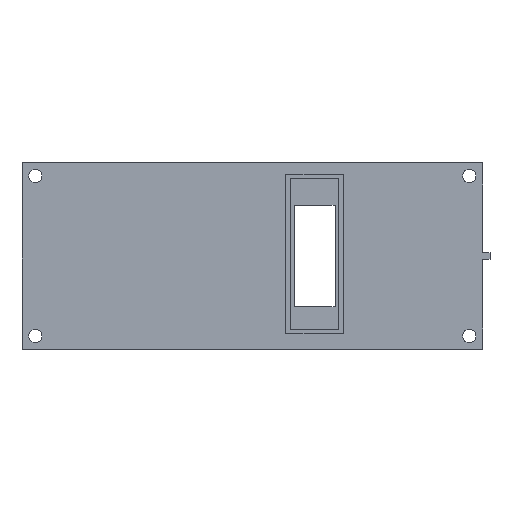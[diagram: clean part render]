
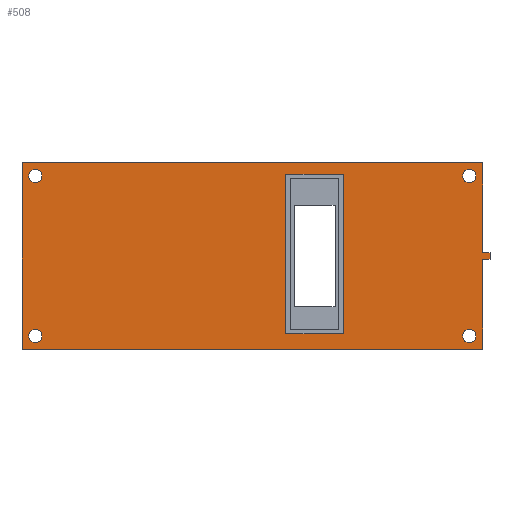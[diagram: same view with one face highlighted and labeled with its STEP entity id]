
A CAD part, top view. The second image highlights one B-rep face of the part: STEP entity #508.
In plain terms, the highlighted planar face has unit normal (0, 0, 1).
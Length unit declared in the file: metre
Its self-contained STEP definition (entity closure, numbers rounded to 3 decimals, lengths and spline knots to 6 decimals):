
#16=LINE('',#729,#76);
#17=LINE('',#732,#77);
#18=LINE('',#734,#78);
#19=LINE('',#736,#79);
#20=LINE('',#738,#80);
#21=LINE('',#740,#81);
#22=LINE('',#742,#82);
#23=LINE('',#744,#83);
#24=LINE('',#745,#84);
#25=LINE('',#748,#85);
#26=LINE('',#750,#86);
#27=LINE('',#752,#87);
#76=VECTOR('',#597,1.);
#77=VECTOR('',#598,1.);
#78=VECTOR('',#599,1.);
#79=VECTOR('',#600,1.);
#80=VECTOR('',#601,1.);
#81=VECTOR('',#602,1.);
#82=VECTOR('',#603,1.);
#83=VECTOR('',#604,1.);
#84=VECTOR('',#605,1.);
#85=VECTOR('',#606,1.);
#86=VECTOR('',#607,1.);
#87=VECTOR('',#608,1.);
#136=ORIENTED_EDGE('',*,*,#272,.F.);
#137=ORIENTED_EDGE('',*,*,#273,.F.);
#138=ORIENTED_EDGE('',*,*,#274,.F.);
#139=ORIENTED_EDGE('',*,*,#275,.F.);
#140=ORIENTED_EDGE('',*,*,#276,.F.);
#141=ORIENTED_EDGE('',*,*,#277,.F.);
#142=ORIENTED_EDGE('',*,*,#278,.T.);
#143=ORIENTED_EDGE('',*,*,#279,.T.);
#144=ORIENTED_EDGE('',*,*,#280,.F.);
#145=ORIENTED_EDGE('',*,*,#281,.F.);
#146=ORIENTED_EDGE('',*,*,#282,.T.);
#147=ORIENTED_EDGE('',*,*,#283,.T.);
#148=ORIENTED_EDGE('',*,*,#284,.T.);
#149=ORIENTED_EDGE('',*,*,#285,.T.);
#150=ORIENTED_EDGE('',*,*,#286,.T.);
#151=ORIENTED_EDGE('',*,*,#287,.F.);
#272=EDGE_CURVE('',#340,#340,#388,.T.);
#273=EDGE_CURVE('',#341,#341,#389,.T.);
#274=EDGE_CURVE('',#342,#342,#390,.T.);
#275=EDGE_CURVE('',#343,#343,#391,.T.);
#276=EDGE_CURVE('',#344,#345,#16,.T.);
#277=EDGE_CURVE('',#346,#344,#17,.T.);
#278=EDGE_CURVE('',#346,#347,#18,.T.);
#279=EDGE_CURVE('',#347,#348,#19,.T.);
#280=EDGE_CURVE('',#349,#348,#20,.T.);
#281=EDGE_CURVE('',#350,#349,#21,.T.);
#282=EDGE_CURVE('',#350,#351,#22,.T.);
#283=EDGE_CURVE('',#351,#345,#23,.T.);
#284=EDGE_CURVE('',#352,#353,#24,.T.);
#285=EDGE_CURVE('',#353,#354,#25,.T.);
#286=EDGE_CURVE('',#354,#355,#26,.T.);
#287=EDGE_CURVE('',#352,#355,#27,.T.);
#340=VERTEX_POINT('',#722);
#341=VERTEX_POINT('',#724);
#342=VERTEX_POINT('',#726);
#343=VERTEX_POINT('',#728);
#344=VERTEX_POINT('',#730);
#345=VERTEX_POINT('',#731);
#346=VERTEX_POINT('',#733);
#347=VERTEX_POINT('',#735);
#348=VERTEX_POINT('',#737);
#349=VERTEX_POINT('',#739);
#350=VERTEX_POINT('',#741);
#351=VERTEX_POINT('',#743);
#352=VERTEX_POINT('',#746);
#353=VERTEX_POINT('',#747);
#354=VERTEX_POINT('',#749);
#355=VERTEX_POINT('',#751);
#388=CIRCLE('',#550,0.0017);
#389=CIRCLE('',#551,0.0017);
#390=CIRCLE('',#552,0.0017);
#391=CIRCLE('',#553,0.0017);
#396=EDGE_LOOP('',(#136));
#397=EDGE_LOOP('',(#137));
#398=EDGE_LOOP('',(#138));
#399=EDGE_LOOP('',(#139));
#400=EDGE_LOOP('',(#140,#141,#142,#143,#144,#145,#146,#147));
#401=EDGE_LOOP('',(#148,#149,#150,#151));
#440=FACE_BOUND('',#396,.T.);
#441=FACE_BOUND('',#397,.T.);
#442=FACE_BOUND('',#398,.T.);
#443=FACE_BOUND('',#399,.T.);
#444=FACE_BOUND('',#400,.T.);
#445=FACE_BOUND('',#401,.T.);
#484=PLANE('',#549);
#508=ADVANCED_FACE('',(#440,#441,#442,#443,#444,#445),#484,.T.);
#549=AXIS2_PLACEMENT_3D('',#720,#587,#588);
#550=AXIS2_PLACEMENT_3D('',#721,#589,#590);
#551=AXIS2_PLACEMENT_3D('',#723,#591,#592);
#552=AXIS2_PLACEMENT_3D('',#725,#593,#594);
#553=AXIS2_PLACEMENT_3D('',#727,#595,#596);
#587=DIRECTION('',(0.,0.,1.));
#588=DIRECTION('',(1.,0.,0.));
#589=DIRECTION('',(0.,0.,1.));
#590=DIRECTION('',(1.,0.,0.));
#591=DIRECTION('',(0.,0.,1.));
#592=DIRECTION('',(1.,0.,0.));
#593=DIRECTION('',(0.,0.,1.));
#594=DIRECTION('',(1.,0.,0.));
#595=DIRECTION('',(0.,0.,1.));
#596=DIRECTION('',(1.,0.,0.));
#597=DIRECTION('',(1.,0.,0.));
#598=DIRECTION('',(0.,-1.,0.));
#599=DIRECTION('',(-1.,0.,0.));
#600=DIRECTION('',(0.,-1.,0.));
#601=DIRECTION('',(-1.,0.,0.));
#602=DIRECTION('',(0.,-1.,0.));
#603=DIRECTION('',(1.,0.,0.));
#604=DIRECTION('',(0.,1.,0.));
#605=DIRECTION('',(0.,-1.,0.));
#606=DIRECTION('',(-1.,0.,0.));
#607=DIRECTION('',(0.,1.,0.));
#608=DIRECTION('',(-1.,0.,0.));
#720=CARTESIAN_POINT('',(-0.016312,-0.08753,0.0016));
#721=CARTESIAN_POINT('',(0.038147,-0.107939,0.0016));
#722=CARTESIAN_POINT('',(0.039847,-0.107939,0.0016));
#723=CARTESIAN_POINT('',(0.038147,-0.067122,0.0016));
#724=CARTESIAN_POINT('',(0.039847,-0.067122,0.0016));
#725=CARTESIAN_POINT('',(-0.07267,-0.067122,0.0016));
#726=CARTESIAN_POINT('',(-0.07097,-0.067122,0.0016));
#727=CARTESIAN_POINT('',(-0.07267,-0.107939,0.0016));
#728=CARTESIAN_POINT('',(-0.07097,-0.107939,0.0016));
#729=CARTESIAN_POINT('',(0.042488,-0.08668,0.0016));
#730=CARTESIAN_POINT('',(0.041538,-0.08668,0.0016));
#731=CARTESIAN_POINT('',(0.043438,-0.08668,0.0016));
#732=CARTESIAN_POINT('',(0.041538,-0.075205,0.0016));
#733=CARTESIAN_POINT('',(0.041538,-0.06373,0.0016));
#734=CARTESIAN_POINT('',(-0.017262,-0.06373,0.0016));
#735=CARTESIAN_POINT('',(-0.076062,-0.06373,0.0016));
#736=CARTESIAN_POINT('',(-0.076062,-0.08753,0.0016));
#737=CARTESIAN_POINT('',(-0.076062,-0.11133,0.0016));
#738=CARTESIAN_POINT('',(-0.017262,-0.11133,0.0016));
#739=CARTESIAN_POINT('',(0.041538,-0.11133,0.0016));
#740=CARTESIAN_POINT('',(0.041538,-0.099855,0.0016));
#741=CARTESIAN_POINT('',(0.041538,-0.08838,0.0016));
#742=CARTESIAN_POINT('',(0.042488,-0.08838,0.0016));
#743=CARTESIAN_POINT('',(0.043438,-0.08838,0.0016));
#744=CARTESIAN_POINT('',(0.043438,-0.08753,0.0016));
#745=CARTESIAN_POINT('',(0.006072,-0.08703,0.0016));
#746=CARTESIAN_POINT('',(0.006072,-0.06663,0.0016));
#747=CARTESIAN_POINT('',(0.006072,-0.10743,0.0016));
#748=CARTESIAN_POINT('',(-0.001328,-0.10743,0.0016));
#749=CARTESIAN_POINT('',(-0.008728,-0.10743,0.0016));
#750=CARTESIAN_POINT('',(-0.008728,-0.08703,0.0016));
#751=CARTESIAN_POINT('',(-0.008728,-0.06663,0.0016));
#752=CARTESIAN_POINT('',(-0.001328,-0.06663,0.0016));
